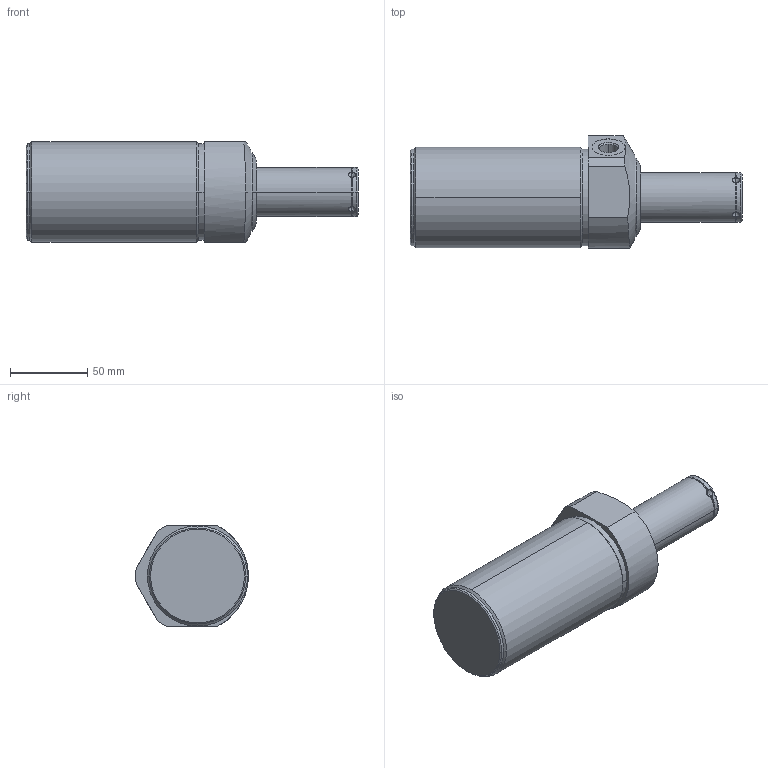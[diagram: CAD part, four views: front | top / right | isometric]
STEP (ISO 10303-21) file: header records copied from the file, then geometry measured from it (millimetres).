
FILE_DESCRIPTION((''),'2;1');
FILE_NAME('ILCM42502800','2018-10-26T',('act'),(''),'PRO/ENGINEER BY PARAMETRIC TECHNOLOGY CORPORATION, 2013320','PRO/ENGINEER BY PARAMETRIC TECHNOLOGY CORPORATION, 2013320','');
FILE_SCHEMA(('AUTOMOTIVE_DESIGN { 1 0 10303 214 1 1 1 1 }'));
Length unit declared in the file: millimetre
Products named in the file (1): ILCM42502800
Bounding box: 214.95 x 73.03 x 65 mm (x, y, z)
Volume: 543529.5 mm3; surface area: 47402.7 mm2
Topology: 1 solids, 2 shells, 84 faces, 216 edges, 133 vertices
Faces by surface type: cylinder 36, cone 24, plane 22, torus 2
Entity records: 3549 total; most frequent: CARTESIAN_POINT 734, DIRECTION 418, ORIENTED_EDGE 408, PRESENTATION_STYLE_ASSIGNMENT 219, STYLED_ITEM 208, CURVE_STYLE 206, EDGE_CURVE 206, AXIS2_PLACEMENT_3D 177
